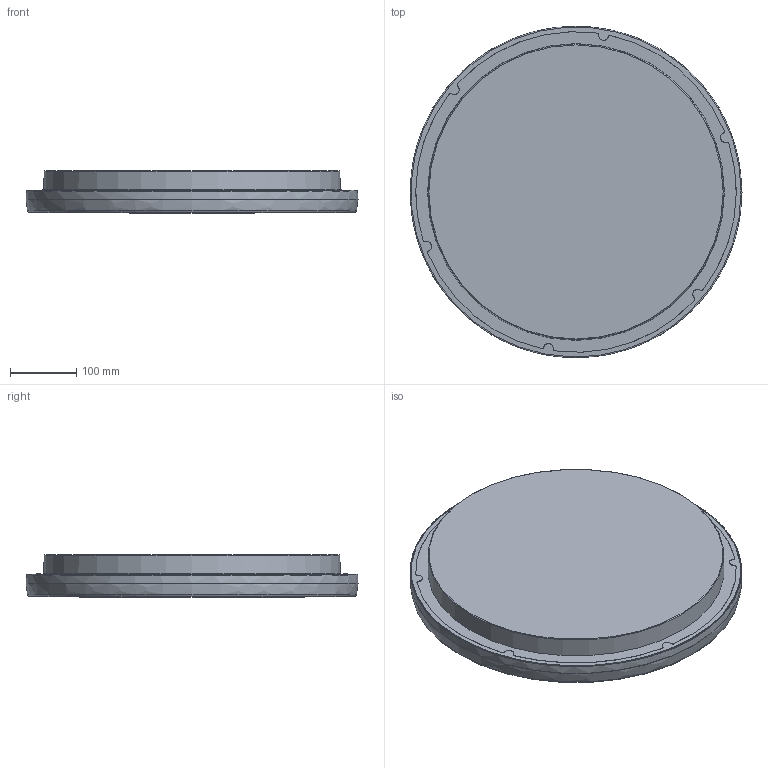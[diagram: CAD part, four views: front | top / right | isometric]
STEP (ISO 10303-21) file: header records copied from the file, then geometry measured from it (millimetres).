
FILE_DESCRIPTION (( 'STEP AP214' ), '1' );
FILE_NAME ('SF_FLAT_RD_500.STEP', '2024-05-10T13:16:15', ( '' ), ( '' ), 'SwSTEP 2.0', 'SolidWorks 2022', '' );
FILE_SCHEMA (( 'AUTOMOTIVE_DESIGN' ));
Length unit declared in the file: millimetre
Products named in the file (1): SF_FLAT_RD_500
Bounding box: 501.16 x 501.16 x 64.52 mm (x, y, z)
Volume: 2509895.3 mm3; surface area: 1350626.3 mm2
Topology: 4 solids, 4 shells, 53 faces, 119 edges, 78 vertices
Faces by surface type: cylinder 25, plane 10, cone 8, torus 5, bspline 3, sphere 2
Full cylindrical faces by diameter (mm): 497.712 x1
Entity records: 3829 total; most frequent: CARTESIAN_POINT 2110, DIRECTION 220, ORIENTED_EDGE 194, AXIS2_PLACEMENT_3D 98, EDGE_CURVE 97, EDGE_LOOP 76, VERTEX_POINT 73, FACE_OUTER_BOUND 62
